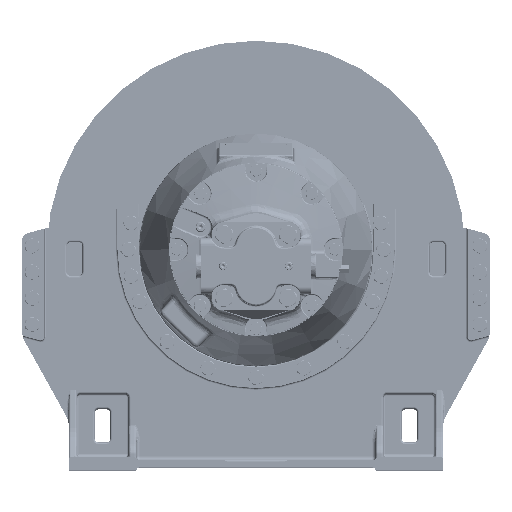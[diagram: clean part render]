
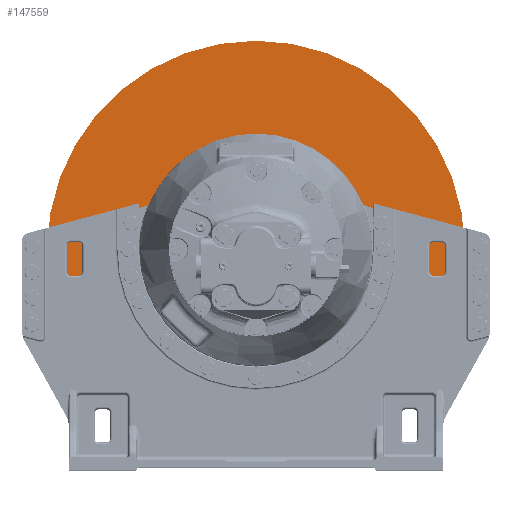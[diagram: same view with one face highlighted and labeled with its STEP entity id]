
A CAD part, top view. The second image highlights one B-rep face of the part: STEP entity #147559.
In plain terms, the highlighted planar face has unit normal (0, 0, 1).
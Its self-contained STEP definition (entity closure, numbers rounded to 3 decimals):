
#133482=CARTESIAN_POINT('',(0.,0.,-7.536));
#133483=DIRECTION('',(0.,0.,1.));
#133484=DIRECTION('',(1.,0.,0.));
#133485=AXIS2_PLACEMENT_3D('',#133482,#133483,#133484);
#133487=CARTESIAN_POINT('',(0.,0.,-7.536));
#133488=DIRECTION('',(0.,0.,1.));
#133489=DIRECTION('',(-1.,0.,0.));
#133490=AXIS2_PLACEMENT_3D('',#133487,#133488,#133489);
#133492=CARTESIAN_POINT('',(0.,0.,-7.536));
#133493=DIRECTION('',(0.,0.,-1.));
#133494=DIRECTION('',(-1.,0.,0.));
#133495=AXIS2_PLACEMENT_3D('',#133492,#133493,#133494);
#133497=CARTESIAN_POINT('',(0.,0.,-7.536));
#133498=DIRECTION('',(0.,0.,-1.));
#133499=DIRECTION('',(1.,0.,0.));
#133500=AXIS2_PLACEMENT_3D('',#133497,#133498,#133499);
#146655=CARTESIAN_POINT('',(-7.,0.,-7.536));
#146657=VERTEX_POINT('',#146655);
#146698=CARTESIAN_POINT('',(7.,0.,-7.536));
#146699=VERTEX_POINT('',#146698);
#146782=CARTESIAN_POINT('',(-13.95,0.,-7.536));
#146783=VERTEX_POINT('',#146782);
#146794=CARTESIAN_POINT('',(13.95,0.,-7.536));
#146795=VERTEX_POINT('',#146794);
#147543=CARTESIAN_POINT('',(0.,-13.95,-7.536));
#147544=DIRECTION('',(0.,0.,-1.));
#147545=DIRECTION('',(1.,0.,0.));
#147546=AXIS2_PLACEMENT_3D('',#147543,#147544,#147545);
#147547=PLANE('',#147546);
#147548=ORIENTED_EDGE('',*,*,#147526,.F.);
#147550=ORIENTED_EDGE('',*,*,#147549,.F.);
#147551=EDGE_LOOP('',(#147548,#147550));
#147552=FACE_OUTER_BOUND('',#147551,.F.);
#147554=ORIENTED_EDGE('',*,*,#147553,.F.);
#147556=ORIENTED_EDGE('',*,*,#147555,.F.);
#147557=EDGE_LOOP('',(#147554,#147556));
#147558=FACE_BOUND('',#147557,.F.);
#133486=CIRCLE('',#133485,13.95);
#133491=CIRCLE('',#133490,13.95);
#133496=CIRCLE('',#133495,7.);
#133501=CIRCLE('',#133500,7.);
#147526=EDGE_CURVE('',#146795,#146783,#133486,.T.);
#147549=EDGE_CURVE('',#146783,#146795,#133491,.T.);
#147553=EDGE_CURVE('',#146657,#146699,#133496,.T.);
#147555=EDGE_CURVE('',#146699,#146657,#133501,.T.);
#147559=ADVANCED_FACE('',(#147552,#147558),#147547,.F.);
